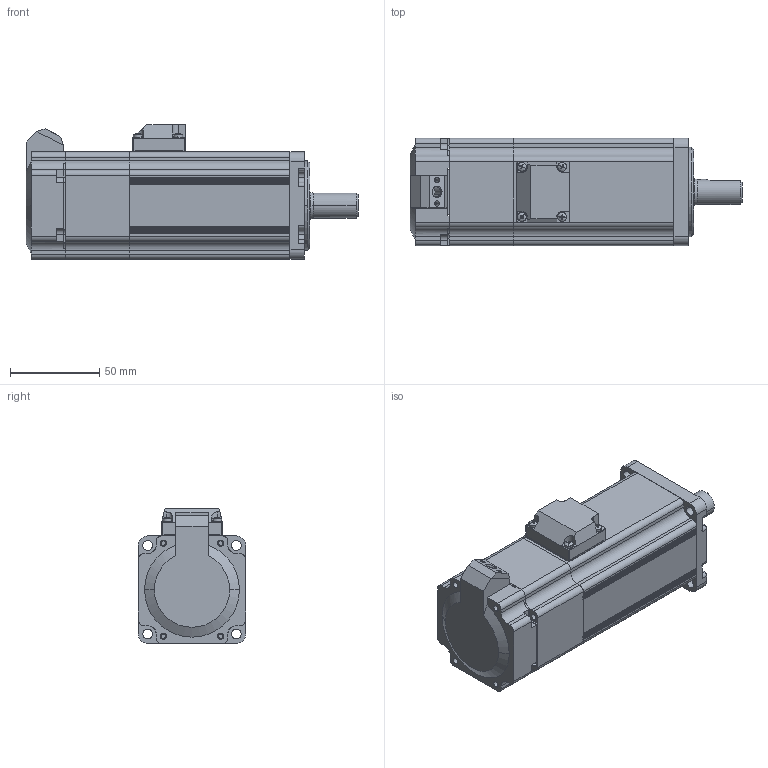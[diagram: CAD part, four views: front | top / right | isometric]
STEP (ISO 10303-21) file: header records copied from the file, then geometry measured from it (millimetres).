
FILE_DESCRIPTION (( 'STEP AP203' ), '1' );
FILE_NAME ('MS6-60-DY-棠晤惕掅.STEP', '2021-11-25T00:35:19', ( '' ), ( '' ), 'SwSTEP 2.0', 'SolidWorks 2016', '' );
FILE_SCHEMA (( 'CONFIG_CONTROL_DESIGN' ));
Length unit declared in the file: millimetre
Products named in the file (1): MS6-60-DY-棠晤惕掅
Bounding box: 185.5 x 60 x 75.3 mm (x, y, z)
Surface area: 57090.2 mm2 (no closed solid volume)
Topology: 0 solids, 17 shells, 461 faces, 1522 edges, 1066 vertices
Faces by surface type: cylinder 257, plane 181, cone 11, sphere 10, bspline 2
Entity records: 16924 total; most frequent: CARTESIAN_POINT 3192, DIRECTION 3142, ORIENTED_EDGE 2441, EDGE_CURVE 1522, AXIS2_PLACEMENT_3D 1182, VERTEX_POINT 1066, VECTOR 778, LINE 778
